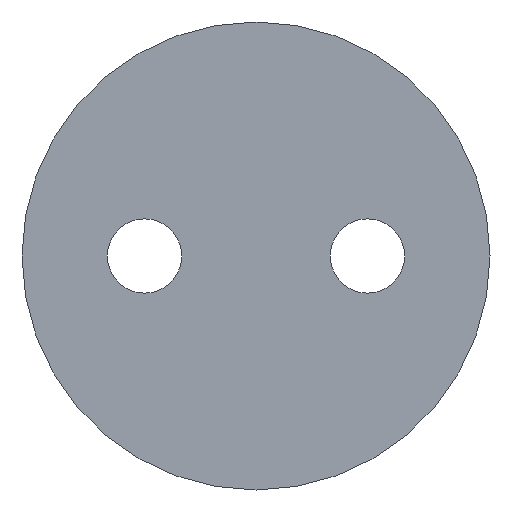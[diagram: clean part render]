
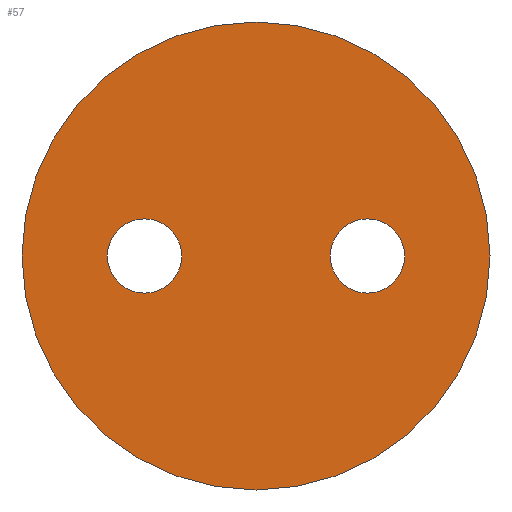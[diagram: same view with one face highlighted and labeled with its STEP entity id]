
A CAD part, left-side view. The second image highlights one B-rep face of the part: STEP entity #57.
In plain terms, the highlighted planar face has unit normal (-1, 0, 0).
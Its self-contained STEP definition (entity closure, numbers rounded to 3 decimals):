
#57 = ADVANCED_FACE( '', ( #137, #138, #139 ), #140, .F. );
#137 = FACE_BOUND( '', #246, .T. );
#138 = FACE_BOUND( '', #247, .T. );
#139 = FACE_OUTER_BOUND( '', #248, .T. );
#140 = PLANE( '', #249 );
#246 = EDGE_LOOP( '', ( #354 ) );
#247 = EDGE_LOOP( '', ( #355 ) );
#248 = EDGE_LOOP( '', ( #356 ) );
#249 = AXIS2_PLACEMENT_3D( '', #357, #358, #359 );
#354 = ORIENTED_EDGE( '', *, *, #631, .T. );
#355 = ORIENTED_EDGE( '', *, *, #632, .T. );
#356 = ORIENTED_EDGE( '', *, *, #633, .F. );
#357 = CARTESIAN_POINT( '', ( 0., 0., 0. ) );
#358 = DIRECTION( '', ( 1., 0., 0. ) );
#359 = DIRECTION( '', ( 0., 0., -1. ) );
#631 = EDGE_CURVE( '', #744, #744, #745, .T. );
#632 = EDGE_CURVE( '', #746, #746, #747, .T. );
#633 = EDGE_CURVE( '', #748, #748, #749, .T. );
#744 = VERTEX_POINT( '', #909 );
#745 = CIRCLE( '', #910, 1. );
#746 = VERTEX_POINT( '', #911 );
#747 = CIRCLE( '', #912, 1. );
#748 = VERTEX_POINT( '', #913 );
#749 = CIRCLE( '', #914, 6.3 );
#909 = CARTESIAN_POINT( '', ( 0., -3., -1. ) );
#910 = AXIS2_PLACEMENT_3D( '', #1120, #1121, #1122 );
#911 = CARTESIAN_POINT( '', ( 0., 3., -1. ) );
#912 = AXIS2_PLACEMENT_3D( '', #1123, #1124, #1125 );
#913 = CARTESIAN_POINT( '', ( 0., 0., -6.3 ) );
#914 = AXIS2_PLACEMENT_3D( '', #1126, #1127, #1128 );
#1120 = CARTESIAN_POINT( '', ( 0., -3., 0. ) );
#1121 = DIRECTION( '', ( 1., 0., 0. ) );
#1122 = DIRECTION( '', ( 0., 0., -1. ) );
#1123 = CARTESIAN_POINT( '', ( 0., 3., 0. ) );
#1124 = DIRECTION( '', ( 1., 0., 0. ) );
#1125 = DIRECTION( '', ( 0., 0., -1. ) );
#1126 = CARTESIAN_POINT( '', ( 0., 0., 0. ) );
#1127 = DIRECTION( '', ( 1., 0., 0. ) );
#1128 = DIRECTION( '', ( 0., 0., -1. ) );
